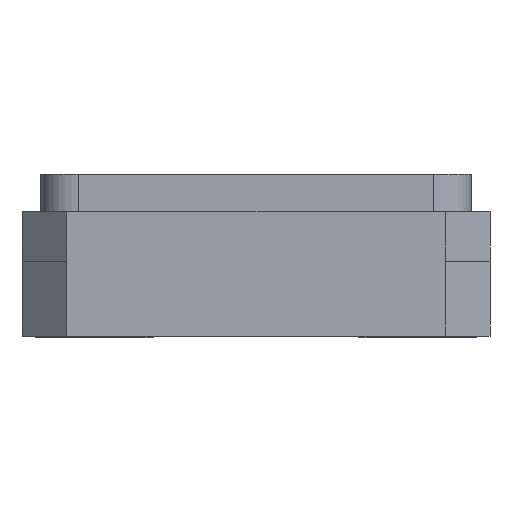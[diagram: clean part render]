
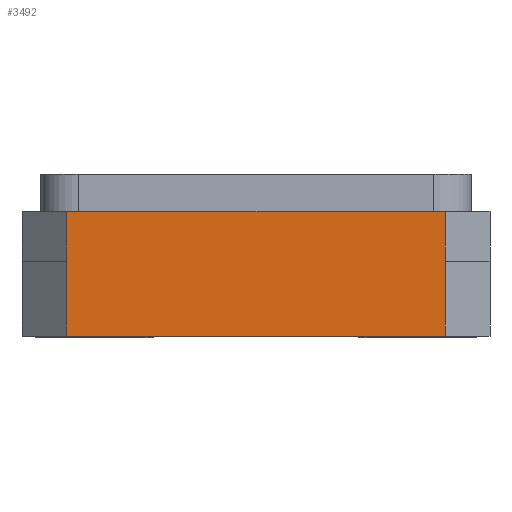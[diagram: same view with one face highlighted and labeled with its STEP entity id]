
A CAD part, left-side view. The second image highlights one B-rep face of the part: STEP entity #3492.
In plain terms, the highlighted planar face has unit normal (-1, 0, 0).
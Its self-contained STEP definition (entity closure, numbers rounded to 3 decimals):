
#3051 = EDGE_CURVE('',#3052,#3054,#3056,.T.);
#3052 = VERTEX_POINT('',#3053);
#3053 = CARTESIAN_POINT('',(-2.5,1.283,0.521));
#3054 = VERTEX_POINT('',#3055);
#3055 = CARTESIAN_POINT('',(-2.5,1.283,0.013));
#3056 = SURFACE_CURVE('',#3057,(#3061,#3073),.PCURVE_S1.);
#3057 = LINE('',#3058,#3059);
#3058 = CARTESIAN_POINT('',(-2.5,1.283,1.113));
#3059 = VECTOR('',#3060,1.);
#3060 = DIRECTION('',(0.,0.,-1.));
#3061 = PCURVE('',#3062,#3067);
#3062 = PLANE('',#3063);
#3063 = AXIS2_PLACEMENT_3D('',#3064,#3065,#3066);
#3064 = CARTESIAN_POINT('',(-2.5,1.283,1.113));
#3065 = DIRECTION('',(0.707,-0.707,0.)
  );
#3066 = DIRECTION('',(0.707,0.707,0.)
  );
#3067 = DEFINITIONAL_REPRESENTATION('',(#3068),#3072);
#3068 = LINE('',#3069,#3070);
#3069 = CARTESIAN_POINT('',(0.,0.));
#3070 = VECTOR('',#3071,1.);
#3071 = DIRECTION('',(0.,-1.));
#3072 = ( GEOMETRIC_REPRESENTATION_CONTEXT(2) 
PARAMETRIC_REPRESENTATION_CONTEXT() REPRESENTATION_CONTEXT('2D SPACE',''
  ) );
#3073 = PCURVE('',#3074,#3079);
#3074 = PLANE('',#3075);
#3075 = AXIS2_PLACEMENT_3D('',#3076,#3077,#3078);
#3076 = CARTESIAN_POINT('',(-2.5,1.588,1.113));
#3077 = DIRECTION('',(1.,0.,0.));
#3078 = DIRECTION('',(0.,1.,0.));
#3079 = DEFINITIONAL_REPRESENTATION('',(#3080),#3084);
#3080 = LINE('',#3081,#3082);
#3081 = CARTESIAN_POINT('',(-0.305,0.));
#3082 = VECTOR('',#3083,1.);
#3083 = DIRECTION('',(0.,-1.));
#3084 = ( GEOMETRIC_REPRESENTATION_CONTEXT(2) 
PARAMETRIC_REPRESENTATION_CONTEXT() REPRESENTATION_CONTEXT('2D SPACE',''
  ) );
#3102 = PLANE('',#3103);
#3103 = AXIS2_PLACEMENT_3D('',#3104,#3105,#3106);
#3104 = CARTESIAN_POINT('',(-2.5,1.283,1.113));
#3105 = DIRECTION('',(0.707,-0.707,0.)
  );
#3106 = DIRECTION('',(0.707,0.707,0.)
  );
#3156 = PLANE('',#3157);
#3157 = AXIS2_PLACEMENT_3D('',#3158,#3159,#3160);
#3158 = CARTESIAN_POINT('',(-2.5,-1.588,0.013));
#3159 = DIRECTION('',(0.,0.,1.));
#3160 = DIRECTION('',(0.,-1.,0.));
#3402 = PLANE('',#3403);
#3403 = AXIS2_PLACEMENT_3D('',#3404,#3405,#3406);
#3404 = CARTESIAN_POINT('',(-2.195,-1.588,1.113));
#3405 = DIRECTION('',(0.707,0.707,0.)
  );
#3406 = DIRECTION('',(-0.707,0.707,0.
    ));
#3422 = VERTEX_POINT('',#3423);
#3423 = CARTESIAN_POINT('',(-2.5,-1.283,0.521));
#3437 = PLANE('',#3438);
#3438 = AXIS2_PLACEMENT_3D('',#3439,#3440,#3441);
#3439 = CARTESIAN_POINT('',(-2.195,-1.588,1.113));
#3440 = DIRECTION('',(0.707,0.707,0.)
  );
#3441 = DIRECTION('',(-0.707,0.707,0.
    ));
#3449 = EDGE_CURVE('',#3450,#3422,#3452,.T.);
#3450 = VERTEX_POINT('',#3451);
#3451 = CARTESIAN_POINT('',(-2.5,-1.283,0.013));
#3452 = SURFACE_CURVE('',#3453,(#3457,#3464),.PCURVE_S1.);
#3453 = LINE('',#3454,#3455);
#3454 = CARTESIAN_POINT('',(-2.5,-1.283,1.113));
#3455 = VECTOR('',#3456,1.);
#3456 = DIRECTION('',(0.,0.,1.));
#3457 = PCURVE('',#3402,#3458);
#3458 = DEFINITIONAL_REPRESENTATION('',(#3459),#3463);
#3459 = LINE('',#3460,#3461);
#3460 = CARTESIAN_POINT('',(0.431,0.));
#3461 = VECTOR('',#3462,1.);
#3462 = DIRECTION('',(0.,1.));
#3463 = ( GEOMETRIC_REPRESENTATION_CONTEXT(2) 
PARAMETRIC_REPRESENTATION_CONTEXT() REPRESENTATION_CONTEXT('2D SPACE',''
  ) );
#3464 = PCURVE('',#3074,#3465);
#3465 = DEFINITIONAL_REPRESENTATION('',(#3466),#3470);
#3466 = LINE('',#3467,#3468);
#3467 = CARTESIAN_POINT('',(-2.87,0.));
#3468 = VECTOR('',#3469,1.);
#3469 = DIRECTION('',(0.,1.));
#3470 = ( GEOMETRIC_REPRESENTATION_CONTEXT(2) 
PARAMETRIC_REPRESENTATION_CONTEXT() REPRESENTATION_CONTEXT('2D SPACE',''
  ) );
#3492 = ADVANCED_FACE('',(#3493),#3074,.F.);
#3493 = FACE_BOUND('',#3494,.T.);
#3494 = EDGE_LOOP('',(#3495,#3525,#3546,#3547,#3568,#3569));
#3495 = ORIENTED_EDGE('',*,*,#3496,.T.);
#3496 = EDGE_CURVE('',#3497,#3499,#3501,.T.);
#3497 = VERTEX_POINT('',#3498);
#3498 = CARTESIAN_POINT('',(-2.5,-1.283,0.859));
#3499 = VERTEX_POINT('',#3500);
#3500 = CARTESIAN_POINT('',(-2.5,1.283,0.859));
#3501 = SURFACE_CURVE('',#3502,(#3506,#3513),.PCURVE_S1.);
#3502 = LINE('',#3503,#3504);
#3503 = CARTESIAN_POINT('',(-2.5,-1.588,0.859));
#3504 = VECTOR('',#3505,1.);
#3505 = DIRECTION('',(0.,1.,0.));
#3506 = PCURVE('',#3074,#3507);
#3507 = DEFINITIONAL_REPRESENTATION('',(#3508),#3512);
#3508 = LINE('',#3509,#3510);
#3509 = CARTESIAN_POINT('',(-3.175,-0.254));
#3510 = VECTOR('',#3511,1.);
#3511 = DIRECTION('',(1.,0.));
#3512 = ( GEOMETRIC_REPRESENTATION_CONTEXT(2) 
PARAMETRIC_REPRESENTATION_CONTEXT() REPRESENTATION_CONTEXT('2D SPACE',''
  ) );
#3513 = PCURVE('',#3514,#3519);
#3514 = PLANE('',#3515);
#3515 = AXIS2_PLACEMENT_3D('',#3516,#3517,#3518);
#3516 = CARTESIAN_POINT('',(-2.5,-1.588,0.859));
#3517 = DIRECTION('',(0.,0.,-1.));
#3518 = DIRECTION('',(0.,1.,0.));
#3519 = DEFINITIONAL_REPRESENTATION('',(#3520),#3524);
#3520 = LINE('',#3521,#3522);
#3521 = CARTESIAN_POINT('',(0.,0.));
#3522 = VECTOR('',#3523,1.);
#3523 = DIRECTION('',(1.,0.));
#3524 = ( GEOMETRIC_REPRESENTATION_CONTEXT(2) 
PARAMETRIC_REPRESENTATION_CONTEXT() REPRESENTATION_CONTEXT('2D SPACE',''
  ) );
#3525 = ORIENTED_EDGE('',*,*,#3526,.T.);
#3526 = EDGE_CURVE('',#3499,#3052,#3527,.T.);
#3527 = SURFACE_CURVE('',#3528,(#3532,#3539),.PCURVE_S1.);
#3528 = LINE('',#3529,#3530);
#3529 = CARTESIAN_POINT('',(-2.5,1.283,1.113));
#3530 = VECTOR('',#3531,1.);
#3531 = DIRECTION('',(0.,0.,-1.));
#3532 = PCURVE('',#3074,#3533);
#3533 = DEFINITIONAL_REPRESENTATION('',(#3534),#3538);
#3534 = LINE('',#3535,#3536);
#3535 = CARTESIAN_POINT('',(-0.305,0.));
#3536 = VECTOR('',#3537,1.);
#3537 = DIRECTION('',(0.,-1.));
#3538 = ( GEOMETRIC_REPRESENTATION_CONTEXT(2) 
PARAMETRIC_REPRESENTATION_CONTEXT() REPRESENTATION_CONTEXT('2D SPACE',''
  ) );
#3539 = PCURVE('',#3102,#3540);
#3540 = DEFINITIONAL_REPRESENTATION('',(#3541),#3545);
#3541 = LINE('',#3542,#3543);
#3542 = CARTESIAN_POINT('',(0.,0.));
#3543 = VECTOR('',#3544,1.);
#3544 = DIRECTION('',(0.,-1.));
#3545 = ( GEOMETRIC_REPRESENTATION_CONTEXT(2) 
PARAMETRIC_REPRESENTATION_CONTEXT() REPRESENTATION_CONTEXT('2D SPACE',''
  ) );
#3546 = ORIENTED_EDGE('',*,*,#3051,.T.);
#3547 = ORIENTED_EDGE('',*,*,#3548,.T.);
#3548 = EDGE_CURVE('',#3054,#3450,#3549,.T.);
#3549 = SURFACE_CURVE('',#3550,(#3554,#3561),.PCURVE_S1.);
#3550 = LINE('',#3551,#3552);
#3551 = CARTESIAN_POINT('',(-2.5,1.588,0.013));
#3552 = VECTOR('',#3553,1.);
#3553 = DIRECTION('',(0.,-1.,0.));
#3554 = PCURVE('',#3074,#3555);
#3555 = DEFINITIONAL_REPRESENTATION('',(#3556),#3560);
#3556 = LINE('',#3557,#3558);
#3557 = CARTESIAN_POINT('',(0.,-1.1));
#3558 = VECTOR('',#3559,1.);
#3559 = DIRECTION('',(-1.,0.));
#3560 = ( GEOMETRIC_REPRESENTATION_CONTEXT(2) 
PARAMETRIC_REPRESENTATION_CONTEXT() REPRESENTATION_CONTEXT('2D SPACE',''
  ) );
#3561 = PCURVE('',#3156,#3562);
#3562 = DEFINITIONAL_REPRESENTATION('',(#3563),#3567);
#3563 = LINE('',#3564,#3565);
#3564 = CARTESIAN_POINT('',(-3.175,0.));
#3565 = VECTOR('',#3566,1.);
#3566 = DIRECTION('',(1.,0.));
#3567 = ( GEOMETRIC_REPRESENTATION_CONTEXT(2) 
PARAMETRIC_REPRESENTATION_CONTEXT() REPRESENTATION_CONTEXT('2D SPACE',''
  ) );
#3568 = ORIENTED_EDGE('',*,*,#3449,.T.);
#3569 = ORIENTED_EDGE('',*,*,#3570,.T.);
#3570 = EDGE_CURVE('',#3422,#3497,#3571,.T.);
#3571 = SURFACE_CURVE('',#3572,(#3576,#3583),.PCURVE_S1.);
#3572 = LINE('',#3573,#3574);
#3573 = CARTESIAN_POINT('',(-2.5,-1.283,1.113));
#3574 = VECTOR('',#3575,1.);
#3575 = DIRECTION('',(0.,0.,1.));
#3576 = PCURVE('',#3074,#3577);
#3577 = DEFINITIONAL_REPRESENTATION('',(#3578),#3582);
#3578 = LINE('',#3579,#3580);
#3579 = CARTESIAN_POINT('',(-2.87,0.));
#3580 = VECTOR('',#3581,1.);
#3581 = DIRECTION('',(0.,1.));
#3582 = ( GEOMETRIC_REPRESENTATION_CONTEXT(2) 
PARAMETRIC_REPRESENTATION_CONTEXT() REPRESENTATION_CONTEXT('2D SPACE',''
  ) );
#3583 = PCURVE('',#3437,#3584);
#3584 = DEFINITIONAL_REPRESENTATION('',(#3585),#3589);
#3585 = LINE('',#3586,#3587);
#3586 = CARTESIAN_POINT('',(0.431,0.));
#3587 = VECTOR('',#3588,1.);
#3588 = DIRECTION('',(0.,1.));
#3589 = ( GEOMETRIC_REPRESENTATION_CONTEXT(2) 
PARAMETRIC_REPRESENTATION_CONTEXT() REPRESENTATION_CONTEXT('2D SPACE',''
  ) );
